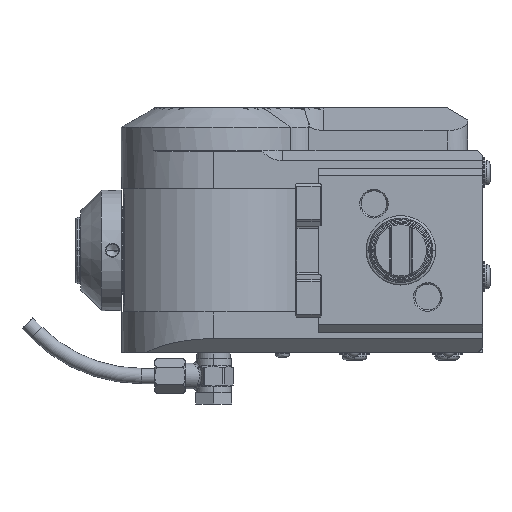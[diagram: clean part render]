
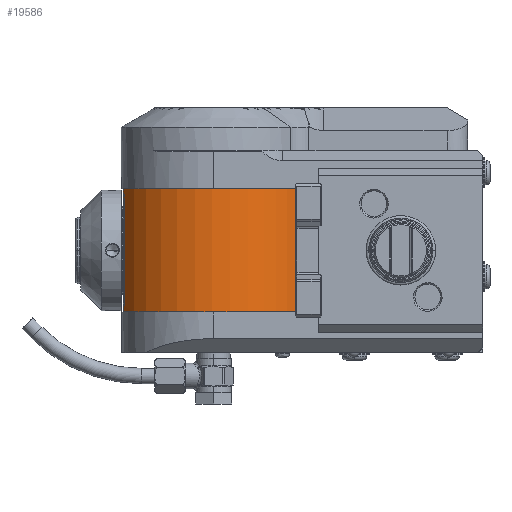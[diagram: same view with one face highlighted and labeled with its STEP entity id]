
A CAD part, front view. The second image highlights one B-rep face of the part: STEP entity #19586.
In plain terms, the highlighted cylindrical face has radius 41 mm (diameter 82 mm), a partial arc.
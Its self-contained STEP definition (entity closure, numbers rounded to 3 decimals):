
#1428=DIRECTION('',(0.,0.,-1.));
#1429=VECTOR('',#1428,2.582);
#1430=CARTESIAN_POINT('',(-108.2,14.977,24.));
#1431=LINE('',#1430,#1429);
#1480=DIRECTION('',(0.,0.,-1.));
#1481=VECTOR('',#1480,2.582);
#1482=CARTESIAN_POINT('',(-108.2,14.977,-21.418));
#1483=LINE('',#1482,#1481);
#1563=CARTESIAN_POINT('',(-73.,36.,24.));
#1564=DIRECTION('',(0.,0.,-1.));
#1565=DIRECTION('',(0.793,-0.61,0.));
#1566=AXIS2_PLACEMENT_3D('',#1563,#1564,#1565);
#1610=DIRECTION('',(0.,0.,1.));
#1611=VECTOR('',#1610,48.);
#1612=CARTESIAN_POINT('',(-40.504,11.,-24.));
#1613=LINE('',#1612,#1611);
#1634=CARTESIAN_POINT('',(-73.,36.,-24.));
#1635=DIRECTION('',(0.,0.,1.));
#1636=DIRECTION('',(0.479,-0.878,0.));
#1637=AXIS2_PLACEMENT_3D('',#1634,#1635,#1636);
#5758=CARTESIAN_POINT('',(-73.,36.,-24.));
#5759=DIRECTION('',(0.,0.,-1.));
#5760=DIRECTION('',(0.479,-0.878,0.));
#5761=AXIS2_PLACEMENT_3D('',#5758,#5759,#5760);
#7267=CARTESIAN_POINT('',(-73.,36.,24.));
#7268=DIRECTION('',(0.,0.,-1.));
#7269=DIRECTION('',(0.479,-0.878,0.));
#7270=AXIS2_PLACEMENT_3D('',#7267,#7268,#7269);
#7401=CARTESIAN_POINT('',(-107.847,14.397,
-21.583));
#7402=CARTESIAN_POINT('',(-107.966,14.589,
-21.528));
#7403=CARTESIAN_POINT('',(-108.084,14.783,
-21.473));
#7404=CARTESIAN_POINT('',(-108.2,14.977,-21.418));
#7406=DIRECTION('',(0.,0.,-1.));
#7407=VECTOR('',#7406,43.166);
#7408=CARTESIAN_POINT('',(-107.847,14.397,21.583));
#7409=LINE('',#7408,#7407);
#7496=CARTESIAN_POINT('',(-107.847,14.397,21.583));
#7497=CARTESIAN_POINT('',(-107.966,14.589,21.528));
#7498=CARTESIAN_POINT('',(-108.084,14.783,21.473));
#7499=CARTESIAN_POINT('',(-108.2,14.977,21.418));
#17387=CARTESIAN_POINT('',(-53.379,0.,24.));
#17388=CARTESIAN_POINT('',(-108.2,14.977,24.));
#17389=VERTEX_POINT('',#17387);
#17390=VERTEX_POINT('',#17388);
#17395=CARTESIAN_POINT('',(-53.379,0.,-24.));
#17396=CARTESIAN_POINT('',(-108.2,14.977,-24.));
#17397=VERTEX_POINT('',#17395);
#17398=VERTEX_POINT('',#17396);
#17469=CARTESIAN_POINT('',(-40.504,11.,24.));
#17470=VERTEX_POINT('',#17469);
#17481=CARTESIAN_POINT('',(-40.504,11.,-24.));
#17482=VERTEX_POINT('',#17481);
#17557=VERTEX_POINT('',#7496);
#17558=VERTEX_POINT('',#7499);
#17561=VERTEX_POINT('',#7401);
#17562=VERTEX_POINT('',#7404);
#19562=CARTESIAN_POINT('',(-73.,36.,24.));
#19563=DIRECTION('',(0.,0.,1.));
#19564=DIRECTION('',(0.,1.,0.));
#19565=AXIS2_PLACEMENT_3D('',#19562,#19563,#19564);
#19566=CYLINDRICAL_SURFACE('',#19565,41.);
#19567=ORIENTED_EDGE('',*,*,#19528,.F.);
#19569=ORIENTED_EDGE('',*,*,#19568,.F.);
#19571=ORIENTED_EDGE('',*,*,#19570,.F.);
#19573=ORIENTED_EDGE('',*,*,#19572,.T.);
#19574=ORIENTED_EDGE('',*,*,#19432,.F.);
#19576=ORIENTED_EDGE('',*,*,#19575,.F.);
#19578=ORIENTED_EDGE('',*,*,#19577,.F.);
#19580=ORIENTED_EDGE('',*,*,#19579,.T.);
#19581=ORIENTED_EDGE('',*,*,#19408,.F.);
#19583=ORIENTED_EDGE('',*,*,#19582,.F.);
#19584=EDGE_LOOP('',(#19567,#19569,#19571,#19573,#19574,#19576,#19578,#19580,
#19581,#19583));
#19585=FACE_OUTER_BOUND('',#19584,.F.);
#1567=CIRCLE('',#1566,41.);
#1638=CIRCLE('',#1637,41.);
#5762=CIRCLE('',#5761,41.);
#7271=CIRCLE('',#7270,41.);
#7405=B_SPLINE_CURVE_WITH_KNOTS('',3,(#7401,#7402,#7403,#7404),.UNSPECIFIED.,
.F.,.F.,(4,4),(0.,1.),.UNSPECIFIED.);
#7500=B_SPLINE_CURVE_WITH_KNOTS('',3,(#7496,#7497,#7498,#7499),.UNSPECIFIED.,
.F.,.F.,(4,4),(0.,1.),.UNSPECIFIED.);
#19408=EDGE_CURVE('',#17390,#17558,#1431,.T.);
#19432=EDGE_CURVE('',#17562,#17398,#1483,.T.);
#19528=EDGE_CURVE('',#17470,#17389,#1567,.T.);
#19568=EDGE_CURVE('',#17482,#17470,#1613,.T.);
#19570=EDGE_CURVE('',#17397,#17482,#1638,.T.);
#19572=EDGE_CURVE('',#17397,#17398,#5762,.T.);
#19575=EDGE_CURVE('',#17561,#17562,#7405,.T.);
#19577=EDGE_CURVE('',#17557,#17561,#7409,.T.);
#19579=EDGE_CURVE('',#17557,#17558,#7500,.T.);
#19582=EDGE_CURVE('',#17389,#17390,#7271,.T.);
#19586=ADVANCED_FACE('',(#19585),#19566,.T.);
